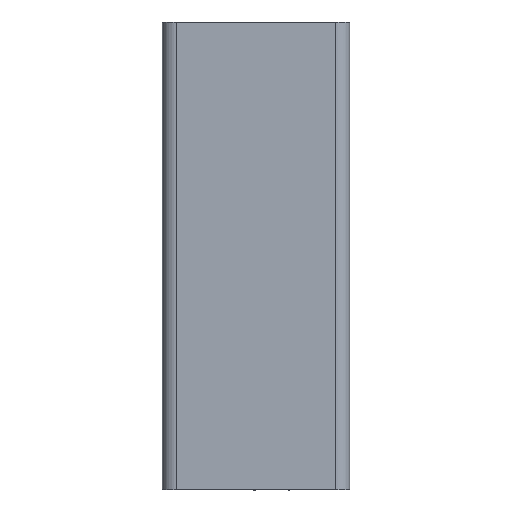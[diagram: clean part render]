
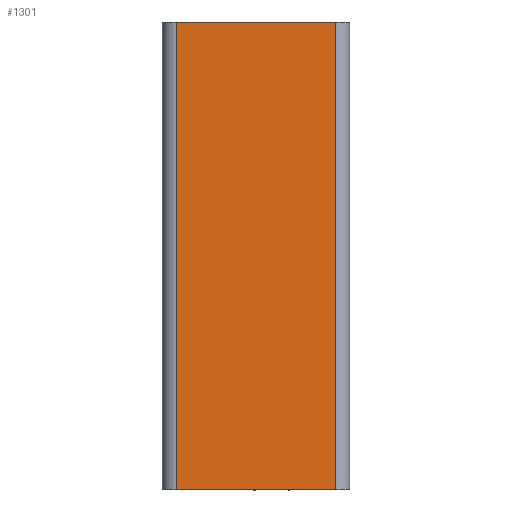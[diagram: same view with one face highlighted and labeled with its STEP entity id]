
A CAD part, front view. The second image highlights one B-rep face of the part: STEP entity #1301.
In plain terms, the highlighted planar face has unit normal (0, -1, 0).
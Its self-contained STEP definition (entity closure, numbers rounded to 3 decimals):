
#424 = DIRECTION ( 'NONE',  ( 0., 0., 1. ) ) ;
#428 = FACE_OUTER_BOUND ( 'NONE', #3186, .T. ) ;
#526 = DIRECTION ( 'NONE',  ( 0., 0., 1. ) ) ;
#689 = CARTESIAN_POINT ( 'NONE',  ( 17., -20., 0. ) ) ;
#1093 = CARTESIAN_POINT ( 'NONE',  ( 17., -20., 100. ) ) ;
#1248 = CARTESIAN_POINT ( 'NONE',  ( -17., -20., 100. ) ) ;
#1264 = EDGE_CURVE ( 'NONE', #5345, #2613, #5256, .T. ) ;
#1301 = ADVANCED_FACE ( 'NONE', ( #428 ), #4591, .T. ) ;
#1480 = LINE ( 'NONE', #1093, #3234 ) ;
#1499 = CARTESIAN_POINT ( 'NONE',  ( 17., -20., 100. ) ) ;
#1645 = CARTESIAN_POINT ( 'NONE',  ( -17., -20., 100. ) ) ;
#1661 = VECTOR ( 'NONE', #5398, 1000. ) ;
#1960 = ORIENTED_EDGE ( 'NONE', *, *, #3266, .F. ) ;
#2130 = AXIS2_PLACEMENT_3D ( 'NONE', #3731, #4141, #2950 ) ;
#2143 = VERTEX_POINT ( 'NONE', #1499 ) ;
#2613 = VERTEX_POINT ( 'NONE', #5193 ) ;
#2701 = DIRECTION ( 'NONE',  ( -1., 0., 0. ) ) ;
#2931 = CARTESIAN_POINT ( 'NONE',  ( -17., -20., 0. ) ) ;
#2950 = DIRECTION ( 'NONE',  ( 0., 0., -1. ) ) ;
#2989 = CARTESIAN_POINT ( 'NONE',  ( 17., -20., 100. ) ) ;
#3186 = EDGE_LOOP ( 'NONE', ( #4579, #1960, #5091, #4950 ) ) ;
#3234 = VECTOR ( 'NONE', #2701, 1000. ) ;
#3266 = EDGE_CURVE ( 'NONE', #2613, #3918, #5017, .T. ) ;
#3487 = EDGE_CURVE ( 'NONE', #5345, #2143, #3965, .T. ) ;
#3731 = CARTESIAN_POINT ( 'NONE',  ( 17., -20., 100. ) ) ;
#3904 = VECTOR ( 'NONE', #424, 1000. ) ;
#3918 = VERTEX_POINT ( 'NONE', #1645 ) ;
#3965 = LINE ( 'NONE', #2989, #5416 ) ;
#4141 = DIRECTION ( 'NONE',  ( 0., -1., 0. ) ) ;
#4579 = ORIENTED_EDGE ( 'NONE', *, *, #4813, .T. ) ;
#4591 = PLANE ( 'NONE',  #2130 ) ;
#4813 = EDGE_CURVE ( 'NONE', #2143, #3918, #1480, .T. ) ;
#4950 = ORIENTED_EDGE ( 'NONE', *, *, #3487, .T. ) ;
#5017 = LINE ( 'NONE', #1248, #3904 ) ;
#5091 = ORIENTED_EDGE ( 'NONE', *, *, #1264, .F. ) ;
#5193 = CARTESIAN_POINT ( 'NONE',  ( -17., -20., 0. ) ) ;
#5256 = LINE ( 'NONE', #2931, #1661 ) ;
#5345 = VERTEX_POINT ( 'NONE', #689 ) ;
#5398 = DIRECTION ( 'NONE',  ( -1., 0., 0. ) ) ;
#5416 = VECTOR ( 'NONE', #526, 1000. ) ;
